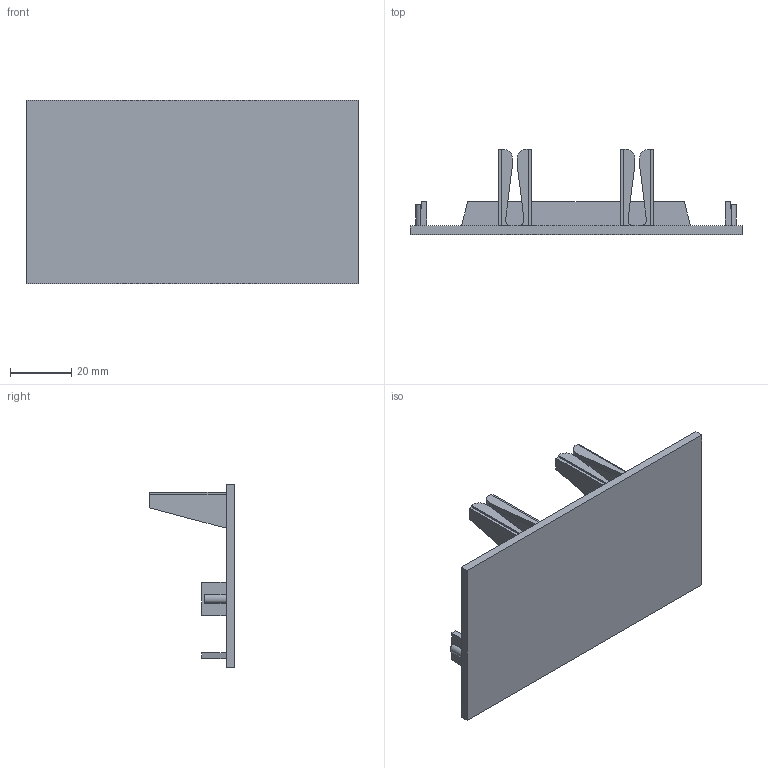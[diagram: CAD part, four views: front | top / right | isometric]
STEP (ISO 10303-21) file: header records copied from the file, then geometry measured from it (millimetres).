
FILE_DESCRIPTION (( 'STEP AP214' ), '1' );
FILE_NAME ('6191812.STEP', '2025-02-18T14:17:06', ( '' ), ( '' ), 'SwSTEP 2.0', 'SolidWorks 2024', '' );
FILE_SCHEMA (( 'AUTOMOTIVE_DESIGN' ));
Length unit declared in the file: millimetre
Products named in the file (1): 6191812
Bounding box: 108.5 x 27.7 x 60 mm (x, y, z)
Volume: 20945.8 mm3; surface area: 17873.8 mm2
Topology: 1 solids, 1 shells, 83 faces, 222 edges, 148 vertices
Faces by surface type: plane 67, cylinder 16
Entity records: 2591 total; most frequent: CARTESIAN_POINT 466, ORIENTED_EDGE 444, DIRECTION 418, EDGE_CURVE 222, VECTOR 186, LINE 186, VERTEX_POINT 148, AXIS2_PLACEMENT_3D 116
